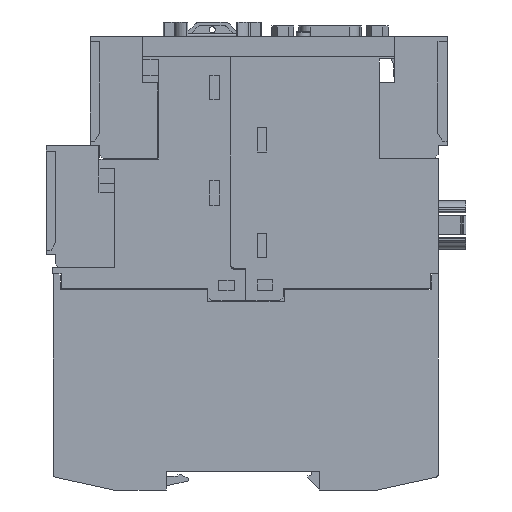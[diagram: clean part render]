
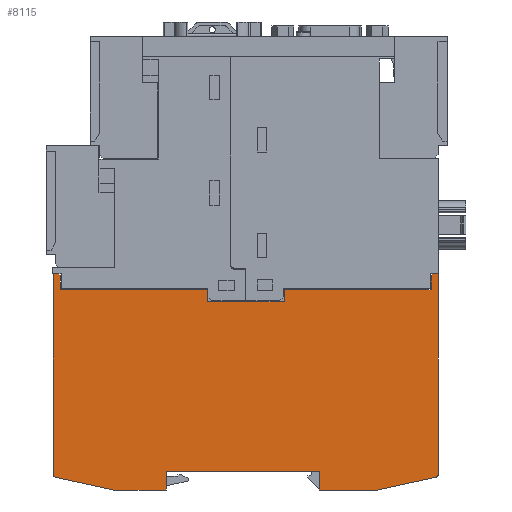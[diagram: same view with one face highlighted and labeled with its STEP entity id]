
A CAD part, left-side view. The second image highlights one B-rep face of the part: STEP entity #8115.
In plain terms, the highlighted planar face has unit normal (-1, 0, 0).
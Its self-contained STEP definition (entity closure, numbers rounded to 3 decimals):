
#8115=ADVANCED_FACE('',(#16475),#16476,.F.);
#16475=FACE_OUTER_BOUND('',#24846,.T.);
#16476=PLANE('',#24847);
#24846=EDGE_LOOP('',(#50409,#50410,#50411,#50412,#50413,#50414,#50415,#50416,#50417,#50418,#50419,#50420,#50421,#50422,#50423,#50424,#50425,#50426,#50427,#50428,#50429,#50430));
#24847=AXIS2_PLACEMENT_3D('',#50431,#50432,#50433);
#50409=ORIENTED_EDGE('',*,*,#60710,.F.);
#50410=ORIENTED_EDGE('',*,*,#60650,.F.);
#50411=ORIENTED_EDGE('',*,*,#60655,.F.);
#50412=ORIENTED_EDGE('',*,*,#60658,.F.);
#50413=ORIENTED_EDGE('',*,*,#60437,.F.);
#50414=ORIENTED_EDGE('',*,*,#60661,.F.);
#50415=ORIENTED_EDGE('',*,*,#60664,.F.);
#50416=ORIENTED_EDGE('',*,*,#60666,.F.);
#50417=ORIENTED_EDGE('',*,*,#60445,.F.);
#50418=ORIENTED_EDGE('',*,*,#60670,.F.);
#50419=ORIENTED_EDGE('',*,*,#60673,.F.);
#50420=ORIENTED_EDGE('',*,*,#57948,.F.);
#50421=ORIENTED_EDGE('',*,*,#60677,.F.);
#50422=ORIENTED_EDGE('',*,*,#60681,.F.);
#50423=ORIENTED_EDGE('',*,*,#60685,.F.);
#50424=ORIENTED_EDGE('',*,*,#60689,.F.);
#50425=ORIENTED_EDGE('',*,*,#60692,.F.);
#50426=ORIENTED_EDGE('',*,*,#60560,.F.);
#50427=ORIENTED_EDGE('',*,*,#60588,.F.);
#50428=ORIENTED_EDGE('',*,*,#60699,.F.);
#50429=ORIENTED_EDGE('',*,*,#60703,.F.);
#50430=ORIENTED_EDGE('',*,*,#60707,.F.);
#50431=CARTESIAN_POINT('',(0.1,58.352,28.798));
#50432=DIRECTION('',(1.0,0.0,0.0));
#50433=DIRECTION('',(0.0,0.0,-1.0));
#57948=EDGE_CURVE('',#71754,#71757,#71758,.T.);
#60437=EDGE_CURVE('',#75345,#75347,#75348,.T.);
#60445=EDGE_CURVE('',#75359,#75361,#75362,.T.);
#60560=EDGE_CURVE('',#75528,#75530,#75531,.T.);
#60588=EDGE_CURVE('',#75568,#75528,#75570,.T.);
#60650=EDGE_CURVE('',#75661,#75663,#75664,.T.);
#60655=EDGE_CURVE('',#75669,#75661,#75671,.T.);
#60658=EDGE_CURVE('',#75347,#75669,#75674,.T.);
#60661=EDGE_CURVE('',#75676,#75345,#75678,.T.);
#60664=EDGE_CURVE('',#75680,#75676,#75682,.T.);
#60666=EDGE_CURVE('',#75361,#75680,#75684,.T.);
#60670=EDGE_CURVE('',#75688,#75359,#75690,.T.);
#60673=EDGE_CURVE('',#71757,#75688,#75693,.T.);
#60677=EDGE_CURVE('',#75697,#71754,#75699,.T.);
#60681=EDGE_CURVE('',#75703,#75697,#75705,.T.);
#60685=EDGE_CURVE('',#75709,#75703,#75711,.T.);
#60689=EDGE_CURVE('',#75715,#75709,#75717,.T.);
#60692=EDGE_CURVE('',#75530,#75715,#75720,.T.);
#60699=EDGE_CURVE('',#75728,#75568,#75730,.T.);
#60703=EDGE_CURVE('',#75734,#75728,#75736,.T.);
#60707=EDGE_CURVE('',#75740,#75734,#75742,.T.);
#60710=EDGE_CURVE('',#75663,#75740,#75745,.T.);
#71754=VERTEX_POINT('',#91636);
#71757=VERTEX_POINT('',#91640);
#71758=LINE('',#91641,#91642);
#75345=VERTEX_POINT('',#96877);
#75347=VERTEX_POINT('',#96880);
#75348=LINE('',#96881,#96882);
#75359=VERTEX_POINT('',#96898);
#75361=VERTEX_POINT('',#96901);
#75362=LINE('',#96902,#96903);
#75528=VERTEX_POINT('',#97149);
#75530=VERTEX_POINT('',#97152);
#75531=LINE('',#97153,#97154);
#75568=VERTEX_POINT('',#97209);
#75570=LINE('',#97212,#97213);
#75661=VERTEX_POINT('',#97347);
#75663=VERTEX_POINT('',#97350);
#75664=LINE('',#97351,#97352);
#75669=VERTEX_POINT('',#97359);
#75671=LINE('',#97362,#97363);
#75674=LINE('',#97367,#97368);
#75676=VERTEX_POINT('',#97370);
#75678=LINE('',#97373,#97374);
#75680=VERTEX_POINT('',#97376);
#75682=LINE('',#97379,#97380);
#75684=LINE('',#97382,#97383);
#75688=VERTEX_POINT('',#97388);
#75690=LINE('',#97391,#97392);
#75693=LINE('',#97396,#97397);
#75697=VERTEX_POINT('',#97402);
#75699=LINE('',#97405,#97406);
#75703=VERTEX_POINT('',#97410);
#75705=CIRCLE('',#97413,0.8);
#75709=VERTEX_POINT('',#97418);
#75711=LINE('',#97421,#97422);
#75715=VERTEX_POINT('',#97427);
#75717=LINE('',#97430,#97431);
#75720=LINE('',#97435,#97436);
#75728=VERTEX_POINT('',#97447);
#75730=LINE('',#97450,#97451);
#75734=VERTEX_POINT('',#97456);
#75736=LINE('',#97459,#97460);
#75740=VERTEX_POINT('',#97464);
#75742=CIRCLE('',#97467,0.8);
#75745=LINE('',#97471,#97472);
#91636=CARTESIAN_POINT('',(0.1,109.33,57.3));
#91640=CARTESIAN_POINT('',(0.1,107.93,57.3));
#91641=CARTESIAN_POINT('',(0.1,109.33,57.3));
#91642=VECTOR('',#104937,1.0);
#96877=CARTESIAN_POINT('',(0.1,48.13,53.1));
#96880=CARTESIAN_POINT('',(0.1,9.23,53.1));
#96881=CARTESIAN_POINT('',(0.1,48.13,53.1));
#96882=VECTOR('',#106974,1.0);
#96898=CARTESIAN_POINT('',(0.1,107.43,53.1));
#96901=CARTESIAN_POINT('',(0.1,68.53,53.1));
#96902=CARTESIAN_POINT('',(0.1,107.43,53.1));
#96903=VECTOR('',#106981,1.0);
#97149=CARTESIAN_POINT('',(0.1,38.83,5.0));
#97152=CARTESIAN_POINT('',(0.1,79.33,5.0));
#97153=CARTESIAN_POINT('',(0.1,38.83,5.0));
#97154=VECTOR('',#107063,1.0);
#97209=CARTESIAN_POINT('',(0.1,38.83,0.));
#97212=CARTESIAN_POINT('',(0.1,38.83,0.));
#97213=VECTOR('',#107083,1.0);
#97347=CARTESIAN_POINT('',(0.1,8.73,57.3));
#97350=CARTESIAN_POINT('',(0.1,7.33,57.3));
#97351=CARTESIAN_POINT('',(0.1,8.73,57.3));
#97352=VECTOR('',#107128,1.0);
#97359=CARTESIAN_POINT('',(0.1,9.23,56.8));
#97362=CARTESIAN_POINT('',(0.1,9.23,56.8));
#97363=VECTOR('',#107132,1.0);
#97367=CARTESIAN_POINT('',(0.1,9.23,53.1));
#97368=VECTOR('',#107134,1.0);
#97370=CARTESIAN_POINT('',(0.1,48.13,49.9));
#97373=CARTESIAN_POINT('',(0.1,48.13,49.9));
#97374=VECTOR('',#107136,1.0);
#97376=CARTESIAN_POINT('',(0.1,68.53,49.9));
#97379=CARTESIAN_POINT('',(0.1,68.53,49.9));
#97380=VECTOR('',#107138,1.0);
#97382=CARTESIAN_POINT('',(0.1,68.53,53.1));
#97383=VECTOR('',#107139,1.0);
#97388=CARTESIAN_POINT('',(0.1,107.43,56.8));
#97391=CARTESIAN_POINT('',(0.1,107.43,56.8));
#97392=VECTOR('',#107142,1.0);
#97396=CARTESIAN_POINT('',(0.1,107.93,57.3));
#97397=VECTOR('',#107144,1.0);
#97402=CARTESIAN_POINT('',(0.1,109.33,4.144));
#97405=CARTESIAN_POINT('',(0.1,109.33,4.144));
#97406=VECTOR('',#107147,1.0);
#97410=CARTESIAN_POINT('',(0.1,108.701,3.362));
#97413=AXIS2_PLACEMENT_3D('',#107152,#107153,#107154);
#97418=CARTESIAN_POINT('',(0.1,93.33,0.));
#97421=CARTESIAN_POINT('',(0.1,93.33,0.));
#97422=VECTOR('',#107157,1.0);
#97427=CARTESIAN_POINT('',(0.1,79.33,0.));
#97430=CARTESIAN_POINT('',(0.1,79.33,0.));
#97431=VECTOR('',#107160,1.0);
#97435=CARTESIAN_POINT('',(0.1,79.33,5.0));
#97436=VECTOR('',#107162,1.0);
#97447=CARTESIAN_POINT('',(0.1,23.33,0.));
#97450=CARTESIAN_POINT('',(0.1,23.33,0.));
#97451=VECTOR('',#107167,1.0);
#97456=CARTESIAN_POINT('',(0.1,7.959,3.362));
#97459=CARTESIAN_POINT('',(0.1,7.959,3.362));
#97460=VECTOR('',#107170,1.0);
#97464=CARTESIAN_POINT('',(0.1,7.33,4.144));
#97467=AXIS2_PLACEMENT_3D('',#107175,#107176,#107177);
#97471=CARTESIAN_POINT('',(0.1,7.33,57.3));
#97472=VECTOR('',#107179,1.0);
#104937=DIRECTION('',(0.0,-1.0,0.0));
#106974=DIRECTION('',(0.0,-1.0,0.0));
#106981=DIRECTION('',(0.0,-1.0,0.0));
#107063=DIRECTION('',(0.0,1.0,0.0));
#107083=DIRECTION('',(0.0,0.0,1.0));
#107128=DIRECTION('',(0.0,-1.0,0.0));
#107132=DIRECTION('',(0.0,-0.707,0.707));
#107134=DIRECTION('',(0.0,0.0,1.0));
#107136=DIRECTION('',(0.0,0.0,1.0));
#107138=DIRECTION('',(0.0,-1.0,0.0));
#107139=DIRECTION('',(0.0,0.0,-1.0));
#107142=DIRECTION('',(0.0,0.0,-1.0));
#107144=DIRECTION('',(0.0,-0.707,-0.707));
#107147=DIRECTION('',(0.0,0.0,1.0));
#107152=CARTESIAN_POINT('',(0.1,108.53,4.144));
#107153=DIRECTION('',(1.0,0.0,0.0));
#107154=DIRECTION('',(0.0,0.214,-0.977));
#107157=DIRECTION('',(0.0,0.977,0.214));
#107160=DIRECTION('',(0.0,1.0,0.0));
#107162=DIRECTION('',(0.0,0.0,-1.0));
#107167=DIRECTION('',(0.0,1.0,0.0));
#107170=DIRECTION('',(0.0,0.977,-0.214));
#107175=CARTESIAN_POINT('',(0.1,8.13,4.144));
#107176=DIRECTION('',(1.0,0.0,0.0));
#107177=DIRECTION('',(0.0,-1.0,0.));
#107179=DIRECTION('',(0.0,0.0,-1.0));
